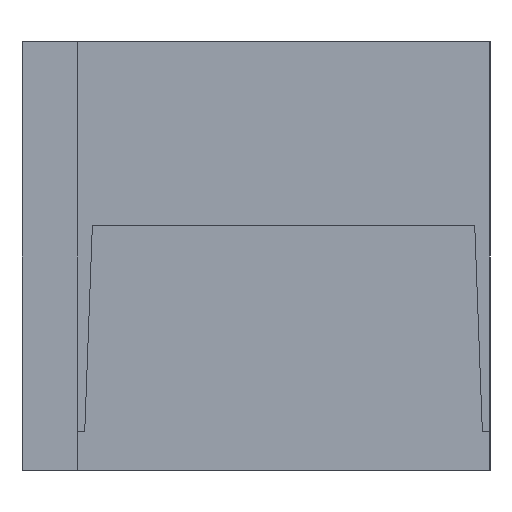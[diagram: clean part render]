
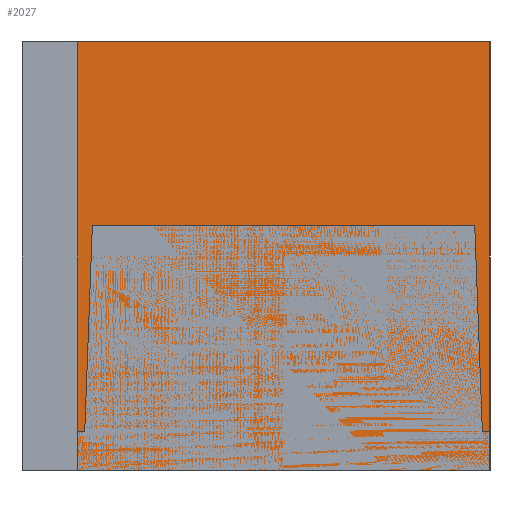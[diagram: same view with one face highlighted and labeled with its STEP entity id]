
A CAD part, left-side view. The second image highlights one B-rep face of the part: STEP entity #2027.
In plain terms, the highlighted planar face has unit normal (-1, 0, 0).
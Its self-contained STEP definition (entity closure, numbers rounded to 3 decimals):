
#164=FACE_OUTER_BOUND('',#285,.T.);
#285=EDGE_LOOP('',(#1407,#1408,#1409,#1410));
#419=LINE('',#3078,#662);
#422=LINE('',#3084,#665);
#425=LINE('',#3090,#668);
#427=LINE('',#3093,#670);
#662=VECTOR('',#2493,1.);
#665=VECTOR('',#2498,1.);
#668=VECTOR('',#2503,1.);
#670=VECTOR('',#2507,1.);
#894=VERTEX_POINT('',#3071);
#897=VERTEX_POINT('',#3076);
#899=VERTEX_POINT('',#3082);
#901=VERTEX_POINT('',#3088);
#1091=EDGE_CURVE('',#894,#897,#419,.T.);
#1094=EDGE_CURVE('',#897,#899,#422,.T.);
#1097=EDGE_CURVE('',#899,#901,#425,.T.);
#1099=EDGE_CURVE('',#901,#894,#427,.T.);
#1407=ORIENTED_EDGE('',*,*,#1091,.T.);
#1408=ORIENTED_EDGE('',*,*,#1094,.T.);
#1409=ORIENTED_EDGE('',*,*,#1097,.T.);
#1410=ORIENTED_EDGE('',*,*,#1099,.T.);
#1915=PLANE('',#2287);
#2027=ADVANCED_FACE('',(#164),#1915,.T.);
#2287=AXIS2_PLACEMENT_3D('',#3094,#2508,#2509);
#2493=DIRECTION('',(0.,-1.,0.));
#2498=DIRECTION('',(0.,0.,1.));
#2503=DIRECTION('',(0.,1.,0.));
#2507=DIRECTION('',(0.,0.,-1.));
#2508=DIRECTION('center_axis',(-1.,0.,0.));
#2509=DIRECTION('ref_axis',(0.,0.,-1.));
#3071=CARTESIAN_POINT('',(-0.85,6.75,0.));
#3076=CARTESIAN_POINT('',(-0.85,-6.75,0.));
#3078=CARTESIAN_POINT('',(-0.85,6.75,0.));
#3082=CARTESIAN_POINT('',(-0.85,-6.75,14.));
#3084=CARTESIAN_POINT('',(-0.85,-6.75,0.));
#3088=CARTESIAN_POINT('',(-0.85,6.75,14.));
#3090=CARTESIAN_POINT('',(-0.85,-6.75,14.));
#3093=CARTESIAN_POINT('',(-0.85,6.75,14.));
#3094=CARTESIAN_POINT('Origin',(-0.85,0.,7.));
